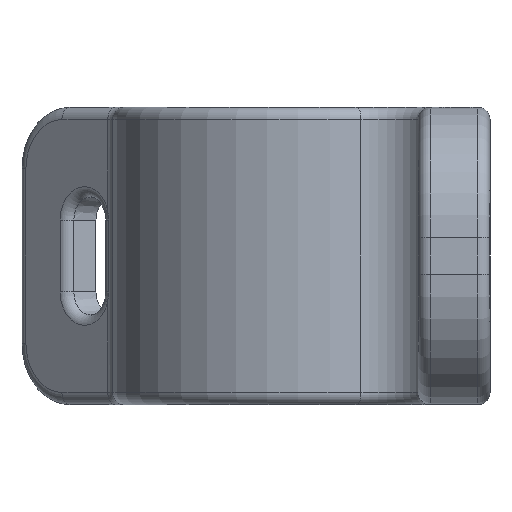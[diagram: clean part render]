
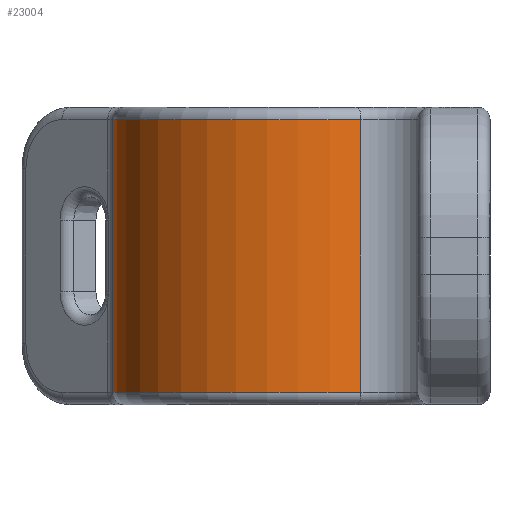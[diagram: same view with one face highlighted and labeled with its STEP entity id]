
A CAD part, left-side view. The second image highlights one B-rep face of the part: STEP entity #23004.
In plain terms, the highlighted cylindrical face has radius 9.2 mm (diameter 18.4 mm), a partial arc.
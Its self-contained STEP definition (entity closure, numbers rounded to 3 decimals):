
#334=CARTESIAN_POINT('',(0.,0.,-6.65));
#335=DIRECTION('',(0.,0.,-1.));
#336=DIRECTION('',(-0.949,-0.316,0.));
#337=AXIS2_PLACEMENT_3D('',#334,#335,#336);
#6403=DIRECTION('',(0.,0.,1.));
#6404=VECTOR('',#6403,13.3);
#6405=CARTESIAN_POINT('',(-8.728,-2.909,-6.65));
#6406=LINE('',#6405,#6404);
#6411=DIRECTION('',(0.,0.,1.));
#6412=VECTOR('',#6411,13.3);
#6413=CARTESIAN_POINT('',(1.189,9.123,-6.65));
#6414=LINE('',#6413,#6412);
#6632=CARTESIAN_POINT('',(0.,0.,6.65));
#6633=DIRECTION('',(0.,0.,1.));
#6634=DIRECTION('',(0.129,0.992,0.));
#6635=AXIS2_PLACEMENT_3D('',#6632,#6633,#6634);
#12684=CARTESIAN_POINT('',(-8.728,-2.909,-6.65));
#12685=CARTESIAN_POINT('',(-8.728,-2.909,6.65));
#12686=VERTEX_POINT('',#12684);
#12687=VERTEX_POINT('',#12685);
#12692=CARTESIAN_POINT('',(1.189,9.123,-6.65));
#12693=CARTESIAN_POINT('',(1.189,9.123,6.65));
#12694=VERTEX_POINT('',#12692);
#12695=VERTEX_POINT('',#12693);
#22991=CARTESIAN_POINT('',(0.,0.,-7.25));
#22992=DIRECTION('',(0.,0.,1.));
#22993=DIRECTION('',(1.,0.,0.));
#22994=AXIS2_PLACEMENT_3D('',#22991,#22992,#22993);
#22995=CYLINDRICAL_SURFACE('',#22994,9.2);
#22996=ORIENTED_EDGE('',*,*,#22983,.F.);
#22997=ORIENTED_EDGE('',*,*,#15399,.T.);
#22999=ORIENTED_EDGE('',*,*,#22998,.T.);
#23001=ORIENTED_EDGE('',*,*,#23000,.T.);
#23002=EDGE_LOOP('',(#22996,#22997,#22999,#23001));
#23003=FACE_OUTER_BOUND('',#23002,.F.);
#23004=ADVANCED_FACE('',(#23003),#22995,.T.);
#338=CIRCLE('',#337,9.2);
#6636=CIRCLE('',#6635,9.2);
#15399=EDGE_CURVE('',#12686,#12694,#338,.T.);
#22983=EDGE_CURVE('',#12686,#12687,#6406,.T.);
#22998=EDGE_CURVE('',#12694,#12695,#6414,.T.);
#23000=EDGE_CURVE('',#12695,#12687,#6636,.T.);
